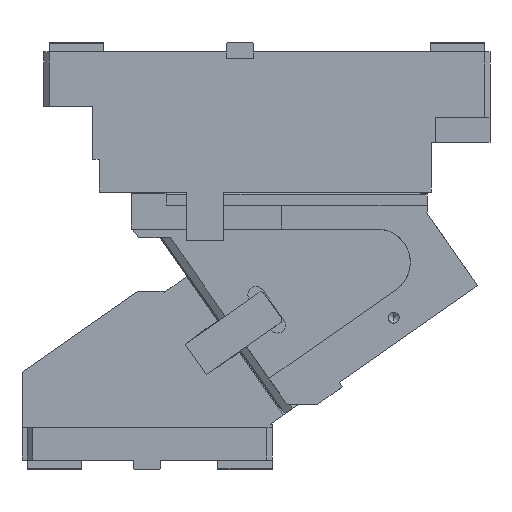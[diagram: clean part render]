
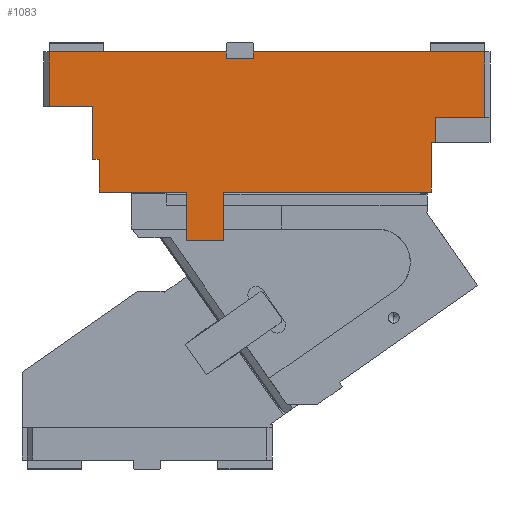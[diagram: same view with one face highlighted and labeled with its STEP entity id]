
A CAD part, front view. The second image highlights one B-rep face of the part: STEP entity #1083.
In plain terms, the highlighted planar face has unit normal (0, -1, 0).
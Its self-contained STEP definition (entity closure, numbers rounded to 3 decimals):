
#453=CARTESIAN_POINT('Vertex',(360.27,-175.,-60.1)) ;
#456=CARTESIAN_POINT('Line Origine',(360.27,-175.,-71.6)) ;
#460=CARTESIAN_POINT('Vertex',(360.27,-175.,-83.1)) ;
#484=CARTESIAN_POINT('Vertex',(405.,-175.,-60.1)) ;
#487=CARTESIAN_POINT('Line Origine',(382.635,-175.,-60.1)) ;
#676=CARTESIAN_POINT('Vertex',(405.,-175.,0.)) ;
#838=CARTESIAN_POINT('Vertex',(192.5,-175.,0.)) ;
#841=CARTESIAN_POINT('Line Origine',(298.75,-175.,0.)) ;
#915=CARTESIAN_POINT('Line Origine',(405.,-175.,-30.05)) ;
#927=CARTESIAN_POINT('Axis2P3D Location',(199.87,-175.,-90.77)) ;
#932=CARTESIAN_POINT('Line Origine',(180.,-175.,-6.)) ;
#936=CARTESIAN_POINT('Vertex',(192.5,-175.,-6.)) ;
#938=CARTESIAN_POINT('Vertex',(167.5,-175.,-6.)) ;
#941=CARTESIAN_POINT('Line Origine',(167.5,-175.,-3.)) ;
#945=CARTESIAN_POINT('Vertex',(167.5,-175.,0.)) ;
#948=CARTESIAN_POINT('Line Origine',(86.25,-175.,0.)) ;
#952=CARTESIAN_POINT('Vertex',(5.,-175.,0.)) ;
#955=CARTESIAN_POINT('Line Origine',(5.,-175.,-25.)) ;
#959=CARTESIAN_POINT('Vertex',(5.,-175.,-50.)) ;
#962=CARTESIAN_POINT('Line Origine',(25.,-175.,-50.)) ;
#966=CARTESIAN_POINT('Vertex',(45.,-175.,-50.)) ;
#969=CARTESIAN_POINT('Line Origine',(45.,-175.,-74.385)) ;
#973=CARTESIAN_POINT('Vertex',(45.,-175.,-98.77)) ;
#976=CARTESIAN_POINT('Line Origine',(47.935,-175.,-98.77)) ;
#980=CARTESIAN_POINT('Vertex',(50.87,-175.,-98.77)) ;
#984=CARTESIAN_POINT('Control Point',(50.87,-175.,-128.77)) ;
#985=CARTESIAN_POINT('Control Point',(50.87,-175.,-98.77)) ;
#986=CARTESIAN_POINT('Vertex',(50.87,-175.,-128.77)) ;
#990=CARTESIAN_POINT('Control Point',(108.87,-175.,-128.77)) ;
#991=CARTESIAN_POINT('Control Point',(50.87,-175.,-128.77)) ;
#992=CARTESIAN_POINT('Vertex',(108.87,-175.,-128.77)) ;
#996=CARTESIAN_POINT('Control Point',(131.37,-175.,-128.77)) ;
#997=CARTESIAN_POINT('Control Point',(108.87,-175.,-128.77)) ;
#998=CARTESIAN_POINT('Vertex',(131.37,-175.,-128.77)) ;
#1001=CARTESIAN_POINT('Line Origine',(131.37,-175.,-151.02)) ;
#1005=CARTESIAN_POINT('Vertex',(131.37,-175.,-173.27)) ;
#1008=CARTESIAN_POINT('Line Origine',(148.37,-175.,-173.27)) ;
#1012=CARTESIAN_POINT('Vertex',(165.37,-175.,-173.27)) ;
#1015=CARTESIAN_POINT('Line Origine',(165.37,-175.,-151.02)) ;
#1019=CARTESIAN_POINT('Vertex',(165.37,-175.,-128.77)) ;
#1023=CARTESIAN_POINT('Control Point',(355.87,-175.,-128.77)) ;
#1024=CARTESIAN_POINT('Control Point',(165.37,-175.,-128.77)) ;
#1025=CARTESIAN_POINT('Vertex',(355.87,-175.,-128.77)) ;
#1029=CARTESIAN_POINT('Control Point',(355.87,-175.,-98.77)) ;
#1030=CARTESIAN_POINT('Control Point',(355.87,-175.,-128.77)) ;
#1031=CARTESIAN_POINT('Vertex',(355.87,-175.,-98.77)) ;
#1034=CARTESIAN_POINT('Line Origine',(356.12,-175.,-98.77)) ;
#1038=CARTESIAN_POINT('Vertex',(356.37,-175.,-98.77)) ;
#1041=CARTESIAN_POINT('Line Origine',(356.37,-175.,-90.935)) ;
#1045=CARTESIAN_POINT('Vertex',(356.37,-175.,-83.1)) ;
#1048=CARTESIAN_POINT('Line Origine',(358.32,-175.,-83.1)) ;
#1053=CARTESIAN_POINT('Line Origine',(192.5,-175.,-3.)) ;
#457=DIRECTION('Vector Direction',(0.,0.,1.)) ;
#488=DIRECTION('Vector Direction',(1.,0.,0.)) ;
#842=DIRECTION('Vector Direction',(1.,0.,0.)) ;
#916=DIRECTION('Vector Direction',(0.,0.,1.)) ;
#928=DIRECTION('Axis2P3D Direction',(0.,1.,0.)) ;
#929=DIRECTION('Axis2P3D XDirection',(0.,0.,1.)) ;
#933=DIRECTION('Vector Direction',(-1.,0.,0.)) ;
#942=DIRECTION('Vector Direction',(0.,0.,-1.)) ;
#949=DIRECTION('Vector Direction',(1.,0.,0.)) ;
#956=DIRECTION('Vector Direction',(0.,0.,-1.)) ;
#963=DIRECTION('Vector Direction',(1.,0.,0.)) ;
#970=DIRECTION('Vector Direction',(0.,0.,-1.)) ;
#977=DIRECTION('Vector Direction',(-1.,0.,0.)) ;
#1002=DIRECTION('Vector Direction',(0.,0.,1.)) ;
#1009=DIRECTION('Vector Direction',(1.,0.,0.)) ;
#1016=DIRECTION('Vector Direction',(0.,0.,1.)) ;
#1035=DIRECTION('Vector Direction',(-1.,0.,0.)) ;
#1042=DIRECTION('Vector Direction',(0.,0.,-1.)) ;
#1049=DIRECTION('Vector Direction',(-1.,0.,0.)) ;
#1054=DIRECTION('Vector Direction',(0.,0.,1.)) ;
#930=AXIS2_PLACEMENT_3D('Plane Axis2P3D',#927,#928,#929) ;
#1059=ORIENTED_EDGE('',*,*,#940,.T.) ;
#1060=ORIENTED_EDGE('',*,*,#947,.F.) ;
#1061=ORIENTED_EDGE('',*,*,#954,.F.) ;
#1062=ORIENTED_EDGE('',*,*,#961,.T.) ;
#1063=ORIENTED_EDGE('',*,*,#968,.T.) ;
#1064=ORIENTED_EDGE('',*,*,#975,.T.) ;
#1065=ORIENTED_EDGE('',*,*,#982,.F.) ;
#1066=ORIENTED_EDGE('',*,*,#988,.T.) ;
#1067=ORIENTED_EDGE('',*,*,#994,.T.) ;
#1068=ORIENTED_EDGE('',*,*,#1000,.T.) ;
#1069=ORIENTED_EDGE('',*,*,#1007,.F.) ;
#1070=ORIENTED_EDGE('',*,*,#1014,.T.) ;
#1071=ORIENTED_EDGE('',*,*,#1021,.T.) ;
#1072=ORIENTED_EDGE('',*,*,#1027,.T.) ;
#1073=ORIENTED_EDGE('',*,*,#1033,.T.) ;
#1074=ORIENTED_EDGE('',*,*,#1040,.F.) ;
#1075=ORIENTED_EDGE('',*,*,#1047,.F.) ;
#1076=ORIENTED_EDGE('',*,*,#1052,.F.) ;
#1077=ORIENTED_EDGE('',*,*,#462,.T.) ;
#1078=ORIENTED_EDGE('',*,*,#491,.T.) ;
#1079=ORIENTED_EDGE('',*,*,#919,.T.) ;
#1080=ORIENTED_EDGE('',*,*,#845,.F.) ;
#1081=ORIENTED_EDGE('',*,*,#1057,.F.) ;
#458=VECTOR('Line Direction',#457,1.) ;
#489=VECTOR('Line Direction',#488,1.) ;
#843=VECTOR('Line Direction',#842,1.) ;
#917=VECTOR('Line Direction',#916,1.) ;
#934=VECTOR('Line Direction',#933,1.) ;
#943=VECTOR('Line Direction',#942,1.) ;
#950=VECTOR('Line Direction',#949,1.) ;
#957=VECTOR('Line Direction',#956,1.) ;
#964=VECTOR('Line Direction',#963,1.) ;
#971=VECTOR('Line Direction',#970,1.) ;
#978=VECTOR('Line Direction',#977,1.) ;
#1003=VECTOR('Line Direction',#1002,1.) ;
#1010=VECTOR('Line Direction',#1009,1.) ;
#1017=VECTOR('Line Direction',#1016,1.) ;
#1036=VECTOR('Line Direction',#1035,1.) ;
#1043=VECTOR('Line Direction',#1042,1.) ;
#1050=VECTOR('Line Direction',#1049,1.) ;
#1055=VECTOR('Line Direction',#1054,1.) ;
#1083=ADVANCED_FACE('CAM HOLDER',(#1082),#931,.F.) ;
#983=B_SPLINE_CURVE_WITH_KNOTS('',1,(#984,#985),.UNSPECIFIED.,.F.,.U.,(2,2),(0.,30.),.UNSPECIFIED.) ;
#989=B_SPLINE_CURVE_WITH_KNOTS('',1,(#990,#991),.UNSPECIFIED.,.F.,.U.,(2,2),(247.,305.),.UNSPECIFIED.) ;
#995=B_SPLINE_CURVE_WITH_KNOTS('',1,(#996,#997),.UNSPECIFIED.,.F.,.U.,(2,2),(224.5,247.),.UNSPECIFIED.) ;
#1022=B_SPLINE_CURVE_WITH_KNOTS('',1,(#1023,#1024),.UNSPECIFIED.,.F.,.U.,(2,2),(0.,190.5),.UNSPECIFIED.) ;
#1028=B_SPLINE_CURVE_WITH_KNOTS('',1,(#1029,#1030),.UNSPECIFIED.,.F.,.U.,(2,2),(0.,30.),.UNSPECIFIED.) ;
#462=EDGE_CURVE('',#461,#454,#459,.T.) ;
#491=EDGE_CURVE('',#454,#485,#490,.T.) ;
#845=EDGE_CURVE('',#839,#677,#844,.T.) ;
#919=EDGE_CURVE('',#485,#677,#918,.T.) ;
#940=EDGE_CURVE('',#937,#939,#935,.T.) ;
#947=EDGE_CURVE('',#946,#939,#944,.T.) ;
#954=EDGE_CURVE('',#953,#946,#951,.T.) ;
#961=EDGE_CURVE('',#953,#960,#958,.T.) ;
#968=EDGE_CURVE('',#960,#967,#965,.T.) ;
#975=EDGE_CURVE('',#967,#974,#972,.T.) ;
#982=EDGE_CURVE('',#981,#974,#979,.T.) ;
#988=EDGE_CURVE('',#981,#987,#983,.F.) ;
#994=EDGE_CURVE('',#987,#993,#989,.F.) ;
#1000=EDGE_CURVE('',#993,#999,#995,.F.) ;
#1007=EDGE_CURVE('',#1006,#999,#1004,.T.) ;
#1014=EDGE_CURVE('',#1006,#1013,#1011,.T.) ;
#1021=EDGE_CURVE('',#1013,#1020,#1018,.T.) ;
#1027=EDGE_CURVE('',#1020,#1026,#1022,.F.) ;
#1033=EDGE_CURVE('',#1026,#1032,#1028,.F.) ;
#1040=EDGE_CURVE('',#1039,#1032,#1037,.T.) ;
#1047=EDGE_CURVE('',#1046,#1039,#1044,.T.) ;
#1052=EDGE_CURVE('',#461,#1046,#1051,.T.) ;
#1057=EDGE_CURVE('',#937,#839,#1056,.T.) ;
#1058=EDGE_LOOP('',(#1059,#1060,#1061,#1062,#1063,#1064,#1065,#1066,#1067,#1068,#1069,#1070,#1071,#1072,#1073,#1074,#1075,#1076,#1077,#1078,#1079,#1080,#1081)) ;
#1082=FACE_OUTER_BOUND('',#1058,.T.) ;
#459=LINE('Line',#456,#458) ;
#490=LINE('Line',#487,#489) ;
#844=LINE('Line',#841,#843) ;
#918=LINE('Line',#915,#917) ;
#935=LINE('Line',#932,#934) ;
#944=LINE('Line',#941,#943) ;
#951=LINE('Line',#948,#950) ;
#958=LINE('Line',#955,#957) ;
#965=LINE('Line',#962,#964) ;
#972=LINE('Line',#969,#971) ;
#979=LINE('Line',#976,#978) ;
#1004=LINE('Line',#1001,#1003) ;
#1011=LINE('Line',#1008,#1010) ;
#1018=LINE('Line',#1015,#1017) ;
#1037=LINE('Line',#1034,#1036) ;
#1044=LINE('Line',#1041,#1043) ;
#1051=LINE('Line',#1048,#1050) ;
#1056=LINE('Line',#1053,#1055) ;
#931=PLANE('Plane',#930) ;
#454=VERTEX_POINT('',#453) ;
#461=VERTEX_POINT('',#460) ;
#485=VERTEX_POINT('',#484) ;
#677=VERTEX_POINT('',#676) ;
#839=VERTEX_POINT('',#838) ;
#937=VERTEX_POINT('',#936) ;
#939=VERTEX_POINT('',#938) ;
#946=VERTEX_POINT('',#945) ;
#953=VERTEX_POINT('',#952) ;
#960=VERTEX_POINT('',#959) ;
#967=VERTEX_POINT('',#966) ;
#974=VERTEX_POINT('',#973) ;
#981=VERTEX_POINT('',#980) ;
#987=VERTEX_POINT('',#986) ;
#993=VERTEX_POINT('',#992) ;
#999=VERTEX_POINT('',#998) ;
#1006=VERTEX_POINT('',#1005) ;
#1013=VERTEX_POINT('',#1012) ;
#1020=VERTEX_POINT('',#1019) ;
#1026=VERTEX_POINT('',#1025) ;
#1032=VERTEX_POINT('',#1031) ;
#1039=VERTEX_POINT('',#1038) ;
#1046=VERTEX_POINT('',#1045) ;
